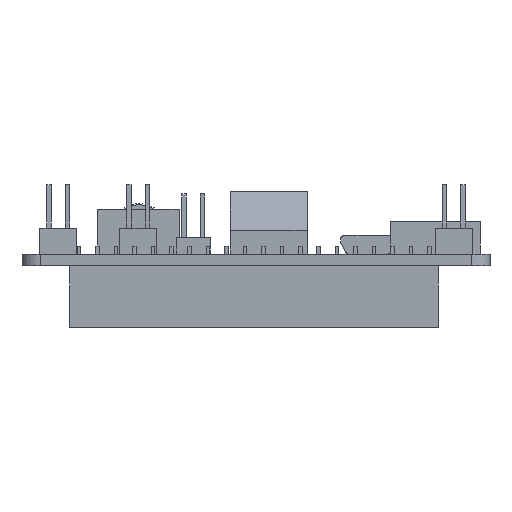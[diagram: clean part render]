
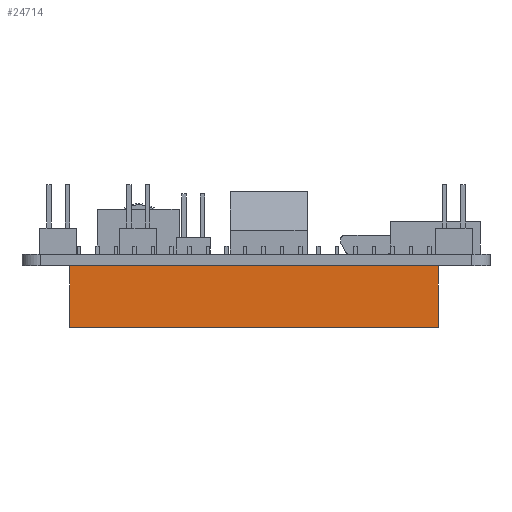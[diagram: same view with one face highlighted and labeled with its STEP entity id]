
A CAD part, front view. The second image highlights one B-rep face of the part: STEP entity #24714.
In plain terms, the highlighted planar face has unit normal (0, -1, 0).
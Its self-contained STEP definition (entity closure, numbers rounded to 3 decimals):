
#1362=PLANE('',#26721);
#2865=FACE_OUTER_BOUND('',#4569,.T.);
#4569=EDGE_LOOP('',(#20143,#20144,#20145,#20146));
#6725=LINE('',#41578,#9399);
#6891=LINE('',#41910,#9565);
#6892=LINE('',#41913,#9566);
#6893=LINE('',#41914,#9567);
#9399=VECTOR('',#30560,10.);
#9565=VECTOR('',#30736,10.);
#9566=VECTOR('',#30739,10.);
#9567=VECTOR('',#30740,10.);
#12215=VERTEX_POINT('',#41575);
#12216=VERTEX_POINT('',#41577);
#12377=VERTEX_POINT('',#41908);
#12378=VERTEX_POINT('',#41912);
#15020=EDGE_CURVE('',#12215,#12216,#6725,.T.);
#15186=EDGE_CURVE('',#12377,#12216,#6891,.T.);
#15187=EDGE_CURVE('',#12378,#12377,#6892,.T.);
#15188=EDGE_CURVE('',#12378,#12215,#6893,.T.);
#20143=ORIENTED_EDGE('',*,*,#15187,.T.);
#20144=ORIENTED_EDGE('',*,*,#15186,.T.);
#20145=ORIENTED_EDGE('',*,*,#15020,.F.);
#20146=ORIENTED_EDGE('',*,*,#15188,.F.);
#24714=ADVANCED_FACE('',(#2865),#1362,.T.);
#26721=AXIS2_PLACEMENT_3D('',#41911,#30737,#30738);
#30560=DIRECTION('',(-1.,0.,0.));
#30736=DIRECTION('',(0.,0.,-1.));
#30737=DIRECTION('center_axis',(0.,-1.,0.));
#30738=DIRECTION('ref_axis',(-1.,0.,0.));
#30739=DIRECTION('',(-1.,0.,0.));
#30740=DIRECTION('',(0.,0.,-1.));
#41575=CARTESIAN_POINT('',(25.15,-27.,-8.5));
#41577=CARTESIAN_POINT('',(-25.65,-27.,-8.5));
#41578=CARTESIAN_POINT('',(25.15,-27.,-8.5));
#41908=CARTESIAN_POINT('',(-25.65,-27.,0.));
#41910=CARTESIAN_POINT('',(-25.65,-27.,0.));
#41911=CARTESIAN_POINT('Origin',(25.15,-27.,0.));
#41912=CARTESIAN_POINT('',(25.15,-27.,0.));
#41913=CARTESIAN_POINT('',(25.15,-27.,0.));
#41914=CARTESIAN_POINT('',(25.15,-27.,0.));
